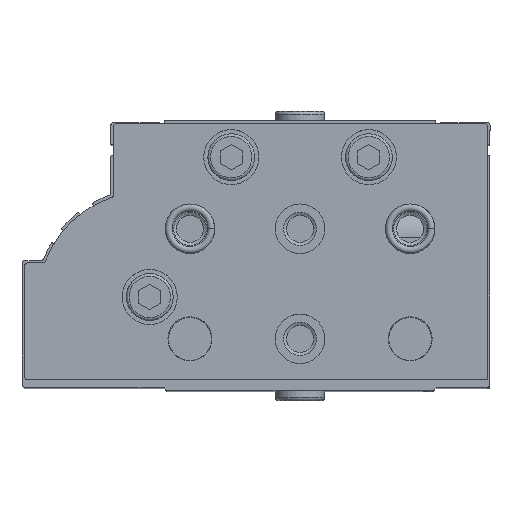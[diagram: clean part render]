
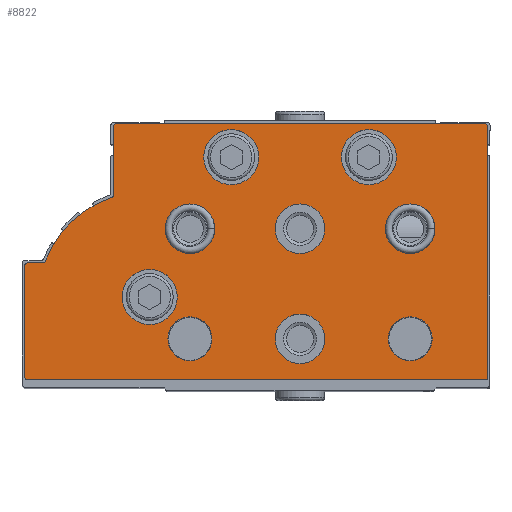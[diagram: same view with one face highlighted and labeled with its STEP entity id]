
A CAD part, top view. The second image highlights one B-rep face of the part: STEP entity #8822.
In plain terms, the highlighted face is planar.
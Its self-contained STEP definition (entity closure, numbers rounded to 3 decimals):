
#910=LINE('',#14934,#1631);
#912=LINE('',#14938,#1633);
#915=LINE('',#14946,#1636);
#918=LINE('',#14954,#1639);
#923=LINE('',#14970,#1644);
#926=LINE('',#14978,#1647);
#1631=VECTOR('',#12087,1000.);
#1633=VECTOR('',#12091,1000.);
#1636=VECTOR('',#12100,1000.);
#1639=VECTOR('',#12109,1000.);
#1644=VECTOR('',#12128,1000.);
#1647=VECTOR('',#12137,1000.);
#3510=ORIENTED_EDGE('',*,*,#5122,.T.);
#3511=ORIENTED_EDGE('',*,*,#5123,.T.);
#3512=ORIENTED_EDGE('',*,*,#5124,.T.);
#3513=ORIENTED_EDGE('',*,*,#5125,.T.);
#3514=ORIENTED_EDGE('',*,*,#5126,.T.);
#3515=ORIENTED_EDGE('',*,*,#5127,.T.);
#3516=ORIENTED_EDGE('',*,*,#5128,.T.);
#3517=ORIENTED_EDGE('',*,*,#5129,.T.);
#3518=ORIENTED_EDGE('',*,*,#5130,.T.);
#3519=ORIENTED_EDGE('',*,*,#5095,.F.);
#3520=ORIENTED_EDGE('',*,*,#5120,.F.);
#3521=ORIENTED_EDGE('',*,*,#5118,.F.);
#3522=ORIENTED_EDGE('',*,*,#5116,.F.);
#3523=ORIENTED_EDGE('',*,*,#5114,.T.);
#3524=ORIENTED_EDGE('',*,*,#5112,.F.);
#3525=ORIENTED_EDGE('',*,*,#5110,.T.);
#3526=ORIENTED_EDGE('',*,*,#5108,.F.);
#3527=ORIENTED_EDGE('',*,*,#5106,.F.);
#3528=ORIENTED_EDGE('',*,*,#5104,.F.);
#3529=ORIENTED_EDGE('',*,*,#5102,.F.);
#3530=ORIENTED_EDGE('',*,*,#5100,.F.);
#3531=ORIENTED_EDGE('',*,*,#5098,.F.);
#5095=EDGE_CURVE('',#6073,#6074,#6583,.T.);
#5098=EDGE_CURVE('',#6074,#6075,#910,.T.);
#5100=EDGE_CURVE('',#6075,#6076,#912,.T.);
#5102=EDGE_CURVE('',#6076,#6077,#6584,.T.);
#5104=EDGE_CURVE('',#6077,#6078,#915,.T.);
#5106=EDGE_CURVE('',#6078,#6079,#6585,.T.);
#5108=EDGE_CURVE('',#6079,#6080,#918,.T.);
#5110=EDGE_CURVE('',#6081,#6080,#6586,.T.);
#5112=EDGE_CURVE('',#6081,#6082,#6587,.T.);
#5114=EDGE_CURVE('',#6083,#6082,#6588,.T.);
#5116=EDGE_CURVE('',#6083,#6084,#923,.T.);
#5118=EDGE_CURVE('',#6084,#6085,#6589,.T.);
#5120=EDGE_CURVE('',#6085,#6073,#926,.T.);
#5122=EDGE_CURVE('',#6086,#6086,#6590,.T.);
#5123=EDGE_CURVE('',#6087,#6087,#6591,.T.);
#5124=EDGE_CURVE('',#6088,#6088,#6592,.T.);
#5125=EDGE_CURVE('',#6089,#6089,#6593,.T.);
#5126=EDGE_CURVE('',#6090,#6090,#6594,.T.);
#5127=EDGE_CURVE('',#6091,#6091,#6595,.T.);
#5128=EDGE_CURVE('',#6092,#6092,#6596,.T.);
#5129=EDGE_CURVE('',#6093,#6093,#6597,.T.);
#5130=EDGE_CURVE('',#6094,#6094,#6598,.T.);
#6073=VERTEX_POINT('',#14929);
#6074=VERTEX_POINT('',#14930);
#6075=VERTEX_POINT('',#14935);
#6076=VERTEX_POINT('',#14939);
#6077=VERTEX_POINT('',#14943);
#6078=VERTEX_POINT('',#14947);
#6079=VERTEX_POINT('',#14951);
#6080=VERTEX_POINT('',#14955);
#6081=VERTEX_POINT('',#14959);
#6082=VERTEX_POINT('',#14963);
#6083=VERTEX_POINT('',#14967);
#6084=VERTEX_POINT('',#14971);
#6085=VERTEX_POINT('',#14975);
#6086=VERTEX_POINT('',#14982);
#6087=VERTEX_POINT('',#14984);
#6088=VERTEX_POINT('',#14986);
#6089=VERTEX_POINT('',#14988);
#6090=VERTEX_POINT('',#14990);
#6091=VERTEX_POINT('',#14992);
#6092=VERTEX_POINT('',#14994);
#6093=VERTEX_POINT('',#14996);
#6094=VERTEX_POINT('',#14998);
#6583=CIRCLE('',#9887,0.5);
#6584=CIRCLE('',#9891,0.5);
#6585=CIRCLE('',#9894,0.5);
#6586=CIRCLE('',#9897,0.5);
#6587=CIRCLE('',#9899,19.5);
#6588=CIRCLE('',#9901,0.5);
#6589=CIRCLE('',#9904,0.5);
#6590=CIRCLE('',#9907,5.);
#6591=CIRCLE('',#9908,5.);
#6592=CIRCLE('',#9909,5.);
#6593=CIRCLE('',#9910,4.5);
#6594=CIRCLE('',#9911,4.5);
#6595=CIRCLE('',#9912,4.5);
#6596=CIRCLE('',#9913,4.5);
#6597=CIRCLE('',#9914,4.);
#6598=CIRCLE('',#9915,4.);
#7170=EDGE_LOOP('',(#3510));
#7171=EDGE_LOOP('',(#3511));
#7172=EDGE_LOOP('',(#3512));
#7173=EDGE_LOOP('',(#3513));
#7174=EDGE_LOOP('',(#3514));
#7175=EDGE_LOOP('',(#3515));
#7176=EDGE_LOOP('',(#3516));
#7177=EDGE_LOOP('',(#3517));
#7178=EDGE_LOOP('',(#3518));
#7179=EDGE_LOOP('',(#3519,#3520,#3521,#3522,#3523,#3524,#3525,#3526,#3527,
#3528,#3529,#3530,#3531));
#7916=FACE_BOUND('',#7170,.T.);
#7917=FACE_BOUND('',#7171,.T.);
#7918=FACE_BOUND('',#7172,.T.);
#7919=FACE_BOUND('',#7173,.T.);
#7920=FACE_BOUND('',#7174,.T.);
#7921=FACE_BOUND('',#7175,.T.);
#7922=FACE_BOUND('',#7176,.T.);
#7923=FACE_BOUND('',#7177,.T.);
#7924=FACE_BOUND('',#7178,.T.);
#7925=FACE_BOUND('',#7179,.T.);
#8383=PLANE('',#9906);
#8822=ADVANCED_FACE('',(#7916,#7917,#7918,#7919,#7920,#7921,#7922,#7923,
#7924,#7925),#8383,.F.);
#9887=AXIS2_PLACEMENT_3D('',#14928,#12081,#12082);
#9891=AXIS2_PLACEMENT_3D('',#14942,#12095,#12096);
#9894=AXIS2_PLACEMENT_3D('',#14950,#12104,#12105);
#9897=AXIS2_PLACEMENT_3D('',#14958,#12113,#12114);
#9899=AXIS2_PLACEMENT_3D('',#14962,#12118,#12119);
#9901=AXIS2_PLACEMENT_3D('',#14966,#12123,#12124);
#9904=AXIS2_PLACEMENT_3D('',#14974,#12132,#12133);
#9906=AXIS2_PLACEMENT_3D('',#14980,#12139,#12140);
#9907=AXIS2_PLACEMENT_3D('',#14981,#12141,#12142);
#9908=AXIS2_PLACEMENT_3D('',#14983,#12143,#12144);
#9909=AXIS2_PLACEMENT_3D('',#14985,#12145,#12146);
#9910=AXIS2_PLACEMENT_3D('',#14987,#12147,#12148);
#9911=AXIS2_PLACEMENT_3D('',#14989,#12149,#12150);
#9912=AXIS2_PLACEMENT_3D('',#14991,#12151,#12152);
#9913=AXIS2_PLACEMENT_3D('',#14993,#12153,#12154);
#9914=AXIS2_PLACEMENT_3D('',#14995,#12155,#12156);
#9915=AXIS2_PLACEMENT_3D('',#14997,#12157,#12158);
#12081=DIRECTION('',(0.,0.,1.));
#12082=DIRECTION('',(1.,0.,0.));
#12087=DIRECTION('',(0.,-1.,0.));
#12091=DIRECTION('',(1.,0.,0.));
#12095=DIRECTION('',(0.,0.,1.));
#12096=DIRECTION('',(1.,0.,0.));
#12100=DIRECTION('',(0.,1.,0.));
#12104=DIRECTION('',(0.,0.,1.));
#12105=DIRECTION('',(1.,0.,0.));
#12109=DIRECTION('',(-1.,0.,0.));
#12113=DIRECTION('',(0.,0.,1.));
#12114=DIRECTION('',(1.,0.,0.));
#12118=DIRECTION('',(0.,0.,1.));
#12119=DIRECTION('',(1.,0.,0.));
#12123=DIRECTION('',(0.,0.,1.));
#12124=DIRECTION('',(1.,0.,0.));
#12128=DIRECTION('',(0.,1.,0.));
#12132=DIRECTION('',(0.,0.,1.));
#12133=DIRECTION('',(1.,0.,0.));
#12137=DIRECTION('',(-1.,0.,0.));
#12139=DIRECTION('',(0.,0.,1.));
#12140=DIRECTION('',(1.,0.,0.));
#12141=DIRECTION('',(0.,0.,1.));
#12142=DIRECTION('',(1.,0.,0.));
#12143=DIRECTION('',(0.,0.,1.));
#12144=DIRECTION('',(1.,0.,0.));
#12145=DIRECTION('',(0.,0.,1.));
#12146=DIRECTION('',(1.,0.,0.));
#12147=DIRECTION('',(0.,0.,1.));
#12148=DIRECTION('',(1.,0.,0.));
#12149=DIRECTION('',(0.,0.,1.));
#12150=DIRECTION('',(1.,0.,0.));
#12151=DIRECTION('',(0.,0.,1.));
#12152=DIRECTION('',(1.,0.,0.));
#12153=DIRECTION('',(0.,0.,1.));
#12154=DIRECTION('',(1.,0.,0.));
#12155=DIRECTION('',(0.,0.,1.));
#12156=DIRECTION('',(1.,0.,0.));
#12157=DIRECTION('',(0.,0.,1.));
#12158=DIRECTION('',(1.,0.,0.));
#14928=CARTESIAN_POINT('',(0.5,46.,0.));
#14929=CARTESIAN_POINT('',(0.5,46.5,0.));
#14930=CARTESIAN_POINT('',(0.,46.,0.));
#14934=CARTESIAN_POINT('',(0.,46.,0.));
#14935=CARTESIAN_POINT('',(0.,0.,0.));
#14938=CARTESIAN_POINT('',(0.,0.,0.));
#14939=CARTESIAN_POINT('',(83.5,0.,0.));
#14942=CARTESIAN_POINT('',(83.5,0.5,0.));
#14943=CARTESIAN_POINT('',(84.,0.5,0.));
#14946=CARTESIAN_POINT('',(84.,0.5,0.));
#14947=CARTESIAN_POINT('',(84.,20.7,0.));
#14950=CARTESIAN_POINT('',(83.5,20.7,0.));
#14951=CARTESIAN_POINT('',(83.5,21.2,0.));
#14954=CARTESIAN_POINT('',(83.5,21.2,0.));
#14955=CARTESIAN_POINT('',(80.697,21.2,0.));
#14958=CARTESIAN_POINT('',(80.697,21.7,0.));
#14959=CARTESIAN_POINT('',(80.23,21.523,0.));
#14962=CARTESIAN_POINT('',(62.,14.6,0.));
#14963=CARTESIAN_POINT('',(68.191,33.091,0.));
#14966=CARTESIAN_POINT('',(68.35,33.565,0.));
#14967=CARTESIAN_POINT('',(67.85,33.565,0.));
#14970=CARTESIAN_POINT('',(67.85,33.565,0.));
#14971=CARTESIAN_POINT('',(67.85,46.,0.));
#14974=CARTESIAN_POINT('',(67.35,46.,0.));
#14975=CARTESIAN_POINT('',(67.35,46.5,0.));
#14978=CARTESIAN_POINT('',(67.35,46.5,0.));
#14980=CARTESIAN_POINT('',(0.5,46.,0.));
#14981=CARTESIAN_POINT('',(61.3,15.,0.));
#14982=CARTESIAN_POINT('',(66.3,15.,0.));
#14983=CARTESIAN_POINT('',(46.5,40.4,0.));
#14984=CARTESIAN_POINT('',(51.5,40.4,0.));
#14985=CARTESIAN_POINT('',(21.5,40.4,0.));
#14986=CARTESIAN_POINT('',(26.5,40.4,0.));
#14987=CARTESIAN_POINT('',(54.,27.4,0.));
#14988=CARTESIAN_POINT('',(58.5,27.4,0.));
#14989=CARTESIAN_POINT('',(34.,27.4,0.));
#14990=CARTESIAN_POINT('',(38.5,27.4,0.));
#14991=CARTESIAN_POINT('',(14.,27.4,0.));
#14992=CARTESIAN_POINT('',(18.5,27.4,0.));
#14993=CARTESIAN_POINT('',(34.,7.4,0.));
#14994=CARTESIAN_POINT('',(38.5,7.4,0.));
#14995=CARTESIAN_POINT('',(54.,7.4,0.));
#14996=CARTESIAN_POINT('',(58.,7.4,0.));
#14997=CARTESIAN_POINT('',(14.,7.4,0.));
#14998=CARTESIAN_POINT('',(18.,7.4,0.));
